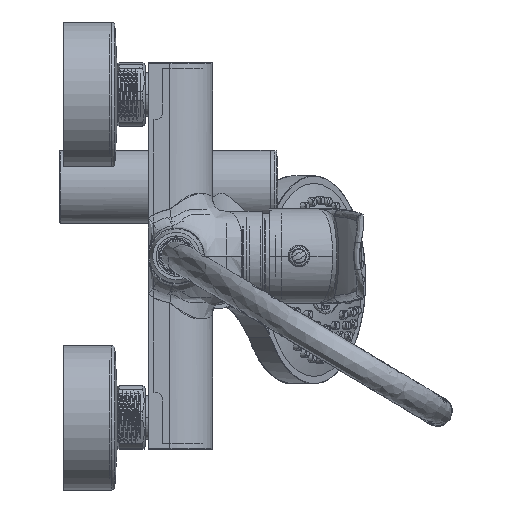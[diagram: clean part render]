
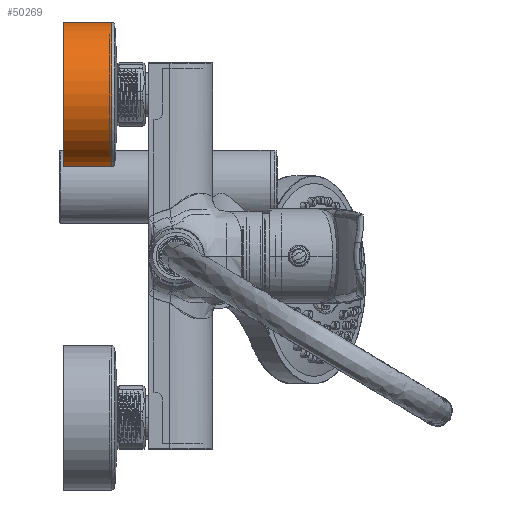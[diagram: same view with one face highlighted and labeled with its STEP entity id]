
A CAD part, front view. The second image highlights one B-rep face of the part: STEP entity #50269.
In plain terms, the highlighted cylindrical face has radius 33.75 mm (diameter 67.5 mm), a full revolution.
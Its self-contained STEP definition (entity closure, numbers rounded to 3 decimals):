
#851 = EDGE_CURVE ( 'NONE', #70990, #70990, #57535, .T. ) ;
#4202 = DIRECTION ( 'NONE',  ( 1., 0., 0. ) ) ;
#5275 = DIRECTION ( 'NONE',  ( 0., -0.942, -0.335 ) ) ;
#7917 = VERTEX_POINT ( 'NONE', #14141 ) ;
#11128 = EDGE_LOOP ( 'NONE', ( #33696 ) ) ;
#14141 = CARTESIAN_POINT ( 'NONE',  ( -66.039, -9.461, 63.967 ) ) ;
#14629 = AXIS2_PLACEMENT_3D ( 'NONE', #35727, #4202, #48423 ) ;
#18684 = EDGE_LOOP ( 'NONE', ( #76920 ) ) ;
#18765 = AXIS2_PLACEMENT_3D ( 'NONE', #30652, #31721, #50930 ) ;
#19312 = CIRCLE ( 'NONE', #18765, 33.75 ) ;
#20942 = AXIS2_PLACEMENT_3D ( 'NONE', #73537, #42029, #5275 ) ;
#29553 = FACE_OUTER_BOUND ( 'NONE', #18684, .T. ) ;
#30652 = CARTESIAN_POINT ( 'NONE',  ( -66.039, 22.342, 75.263 ) ) ;
#31721 = DIRECTION ( 'NONE',  ( 1., 0., 0. ) ) ;
#33696 = ORIENTED_EDGE ( 'NONE', *, *, #41653, .F. ) ;
#35727 = CARTESIAN_POINT ( 'NONE',  ( -88.42, 22.342, 75.263 ) ) ;
#41653 = EDGE_CURVE ( 'NONE', #7917, #7917, #19312, .T. ) ;
#42029 = DIRECTION ( 'NONE',  ( 1., 0., 0. ) ) ;
#48423 = DIRECTION ( 'NONE',  ( 0., -0.942, -0.335 ) ) ;
#50269 = ADVANCED_FACE ( 'NONE', ( #29553, #64140 ), #65107, .T. ) ;
#50930 = DIRECTION ( 'NONE',  ( 0., -0.942, -0.335 ) ) ;
#57535 = CIRCLE ( 'NONE', #14629, 33.75 ) ;
#64140 = FACE_OUTER_BOUND ( 'NONE', #11128, .T. ) ;
#65107 = CYLINDRICAL_SURFACE ( 'NONE', #20942, 33.75 ) ;
#70990 = VERTEX_POINT ( 'NONE', #78526 ) ;
#73537 = CARTESIAN_POINT ( 'NONE',  ( -60.94, 22.342, 75.263 ) ) ;
#76920 = ORIENTED_EDGE ( 'NONE', *, *, #851, .T. ) ;
#78526 = CARTESIAN_POINT ( 'NONE',  ( -88.42, -9.461, 63.967 ) ) ;
